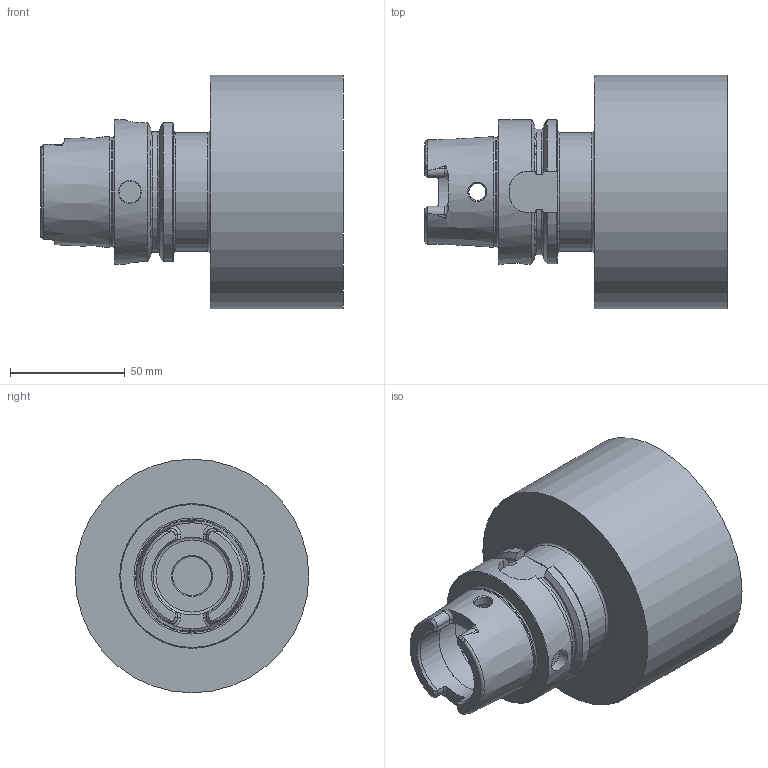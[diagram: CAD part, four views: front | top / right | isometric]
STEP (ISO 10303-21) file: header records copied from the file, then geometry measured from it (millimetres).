
FILE_DESCRIPTION (( 'STEP AP214' ), '1' );
FILE_NAME ('HA6.Ro0.001.100.STEP', '2019-11-19T07:15:25', ( '' ), ( '' ), 'SwSTEP 2.0', 'SolidWorks 2017', '' );
FILE_SCHEMA (( 'AUTOMOTIVE_DESIGN' ));
Length unit declared in the file: millimetre
Products named in the file (1): HA6.Ro0.001.100
Bounding box: 131.9 x 102 x 102 mm (x, y, z)
Volume: 589595.8 mm3; surface area: 55402.3 mm2
Topology: 1 solids, 1 shells, 123 faces, 323 edges, 205 vertices
Faces by surface type: plane 48, cylinder 32, torus 22, cone 19, bspline 2
Full cylindrical faces by diameter (mm): 2 x1, 7.5 x2, 10 x1, 17 x1, 19 x1, 34 x2, 40 x1, 47.941 x1, 52 x1, 63 x1, 102 x1
Entity records: 4802 total; most frequent: CARTESIAN_POINT 2021, ORIENTED_EDGE 562, DIRECTION 536, EDGE_CURVE 281, AXIS2_PLACEMENT_3D 222, VERTEX_POINT 194, EDGE_LOOP 161, FACE_OUTER_BOUND 147
